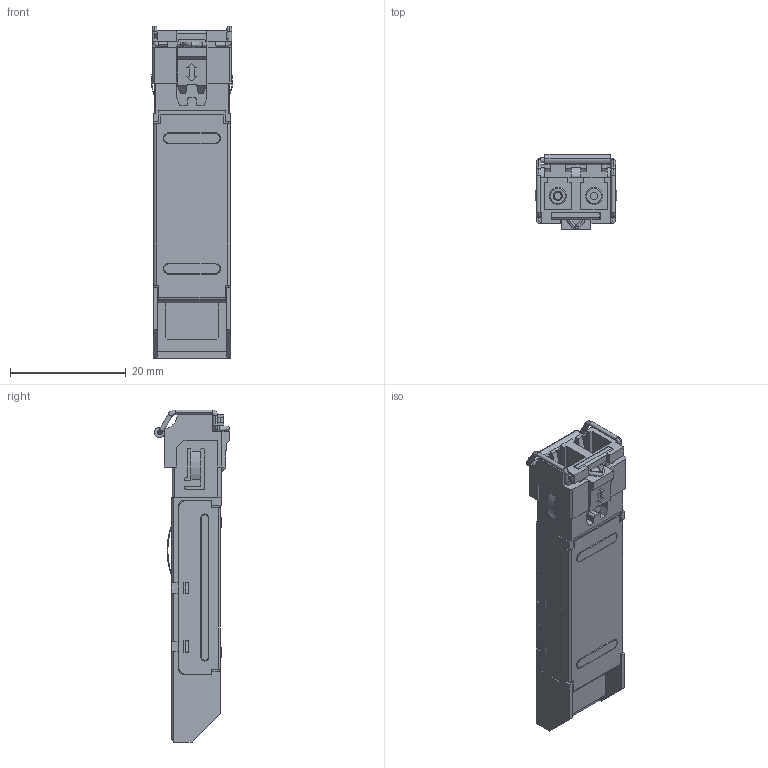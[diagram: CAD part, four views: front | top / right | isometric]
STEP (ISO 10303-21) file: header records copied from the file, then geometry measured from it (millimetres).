
FILE_DESCRIPTION (( 'STEP AP214' ), '1' );
FILE_NAME ('6GK59911AD008GA0_001_STEP.STEP', '2019-02-27T12:31:24', ( '' ), ( '' ), 'SwSTEP 2.0', 'SolidWorks 2017', '' );
FILE_SCHEMA (( 'AUTOMOTIVE_DESIGN' ));
Length unit declared in the file: millimetre
Products named in the file (3): 6GK59911AD008GA0_001_STEP; Beschriftung; Body
Assembly tree (2 placements, depth 2):
  6GK59911AD008GA0_001_STEP
    Body
    Beschriftung
Bounding box: 14.02 x 13 x 57.35 mm (x, y, z)
Volume: 4823.8 mm3; surface area: 4504.6 mm2
Topology: 1 solids, 27 shells, 506 faces, 1655 edges, 1174 vertices
Faces by surface type: plane 376, cylinder 92, torus 28, cone 6, bspline 4
Entity records: 24862 total; most frequent: CARTESIAN_POINT 4828, ORIENTED_EDGE 3024, DIRECTION 2766, EDGE_CURVE 1648, LINE 1230, VECTOR 1230, VERTEX_POINT 1174, AXIS2_PLACEMENT_3D 768
